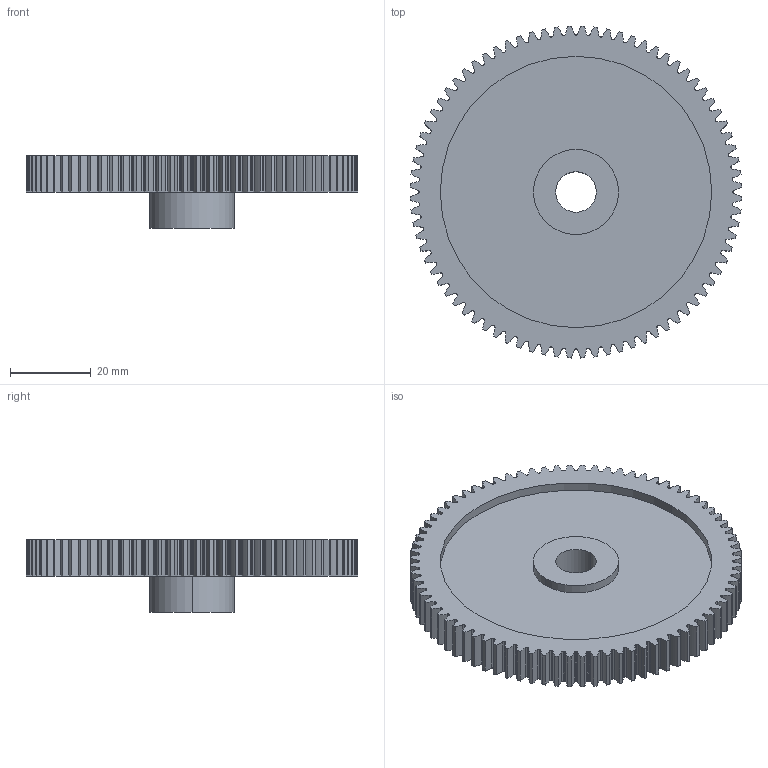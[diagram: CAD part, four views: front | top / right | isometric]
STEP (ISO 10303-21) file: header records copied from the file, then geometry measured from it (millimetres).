
FILE_DESCRIPTION (( 'STEP AP214' ), '1' );
FILE_NAME ('119-010-080.step', '2010-07-19T14:26:27', ( 'WMH Herion Antriebstechnik GmbH' ), ( 'WMH Herion Antriebstechnik GmbH' ), 'SwSTEP 2.0', 'SolidWorks 2010', '' );
FILE_SCHEMA (( 'AUTOMOTIVE_DESIGN' ));
Length unit declared in the file: millimetre
Products named in the file (1): 119-010-080
Bounding box: 81.96 x 81.96 x 18 mm (x, y, z)
Volume: 32814.7 mm3; surface area: 16675.9 mm2
Topology: 1 solids, 1 shells, 535 faces, 1587 edges, 1058 vertices
Faces by surface type: cylinder 529, plane 6
Entity records: 18617 total; most frequent: DIRECTION 3717, CARTESIAN_POINT 3181, ORIENTED_EDGE 3174, AXIS2_PLACEMENT_3D 1594, EDGE_CURVE 1587, VERTEX_POINT 1058, CIRCLE 1058, EDGE_LOOP 541
